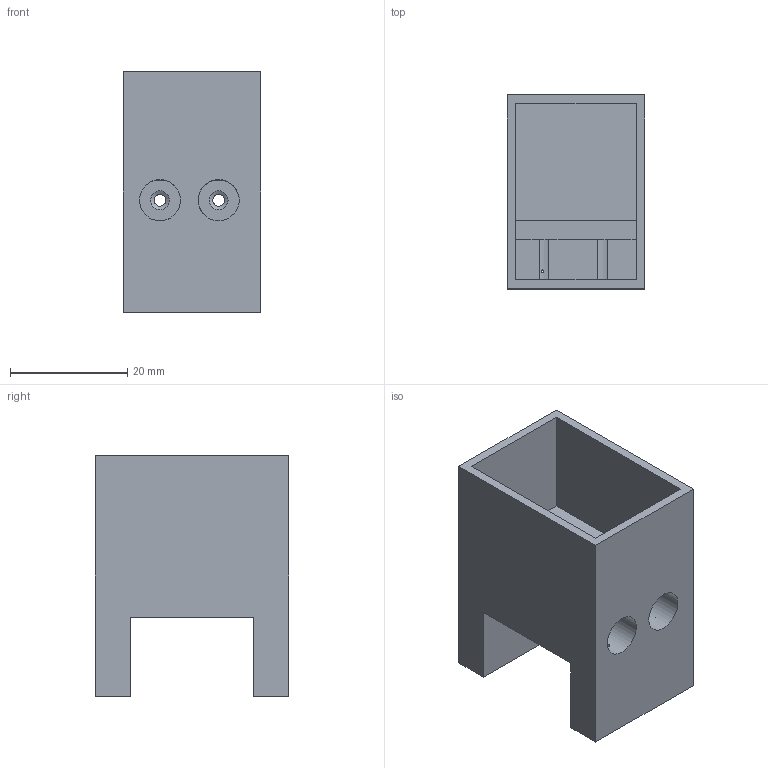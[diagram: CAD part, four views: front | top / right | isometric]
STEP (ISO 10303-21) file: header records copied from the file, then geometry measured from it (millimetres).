
FILE_DESCRIPTION(/* description */ (''),/* implementation_level */ '2;1');
FILE_NAME(/* name */ 'Pitch-servo-mount-thread v10.step',/* time_stamp */ '2019-11-18T23:41:15+09:00',/* author */ (''),/* organization */ (''),/* preprocessor_version */ 'ST-DEVELOPER v18',/* originating_system */ 'Autodesk Translation Framework v8.12.0.6',/* authorisation */ '');
FILE_SCHEMA (('AUTOMOTIVE_DESIGN { 1 0 10303 214 3 1 1 }'));
Length unit declared in the file: millimetre
Products named in the file (1): Pitch-servo-mount-thread
Bounding box: 23.5 x 33 x 41 mm (x, y, z)
Volume: 12138 mm3; surface area: 9404 mm2
Topology: 1 solids, 1 shells, 39 faces, 117 edges, 79 vertices
Faces by surface type: plane 23, cylinder 10, cone 6
Full cylindrical faces by diameter (mm): 2 x2, 2.5 x4, 3.2 x2, 7 x2
Entity records: 1406 total; most frequent: CARTESIAN_POINT 267, ORIENTED_EDGE 228, DIRECTION 228, EDGE_CURVE 114, VERTEX_POINT 79, LINE 76, VECTOR 76, AXIS2_PLACEMENT_3D 76
